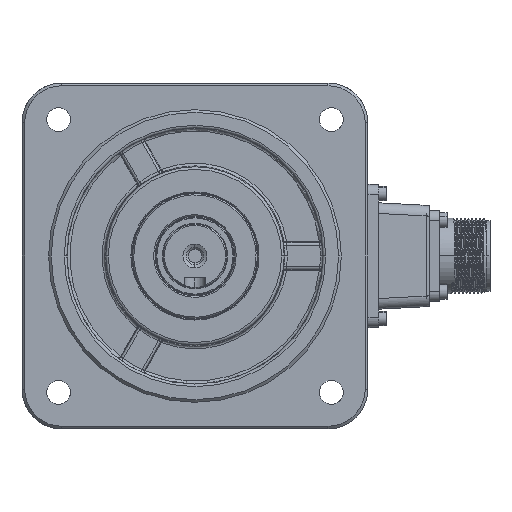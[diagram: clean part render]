
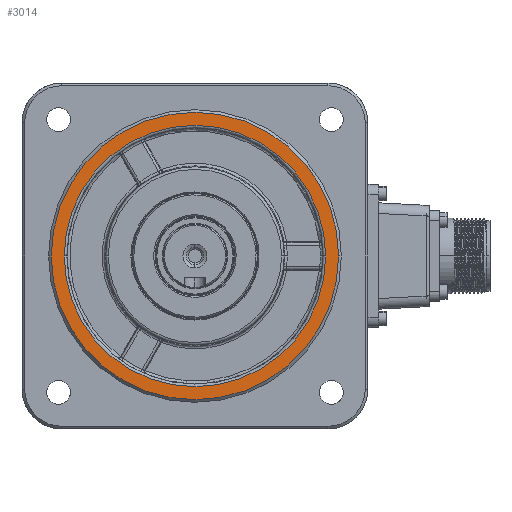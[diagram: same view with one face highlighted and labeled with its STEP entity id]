
A CAD part, left-side view. The second image highlights one B-rep face of the part: STEP entity #3014.
In plain terms, the highlighted planar face has unit normal (-1, 0, 0).
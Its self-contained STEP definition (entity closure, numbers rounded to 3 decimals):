
#446 = CARTESIAN_POINT ( 'NONE',  ( -76., -49.122, 0. ) ) ;
#1273 = DIRECTION ( 'NONE',  ( -1., 0., 0. ) ) ;
#3014 = ADVANCED_FACE ( 'NONE', ( #46712, #36751 ), #24095, .T. ) ;
#3127 = CIRCLE ( 'NONE', #13441, 54. ) ;
#4167 = EDGE_CURVE ( 'NONE', #37315, #35907, #5906, .T. ) ;
#4638 = DIRECTION ( 'NONE',  ( -1., 0., 0. ) ) ;
#4725 = DIRECTION ( 'NONE',  ( 1., 0., 0. ) ) ;
#5391 = DIRECTION ( 'NONE',  ( 0., -1., 0. ) ) ;
#5906 = CIRCLE ( 'NONE', #35765, 49.122 ) ;
#6326 = AXIS2_PLACEMENT_3D ( 'NONE', #35719, #31335, #8853 ) ;
#8092 = DIRECTION ( 'NONE',  ( 0., -1., 0. ) ) ;
#8586 = CARTESIAN_POINT ( 'NONE',  ( -76., 0., 0. ) ) ;
#8853 = DIRECTION ( 'NONE',  ( 0., -1., 0. ) ) ;
#10278 = CARTESIAN_POINT ( 'NONE',  ( -76., 54., 0. ) ) ;
#11456 = ORIENTED_EDGE ( 'NONE', *, *, #4167, .T. ) ;
#12466 = CARTESIAN_POINT ( 'NONE',  ( -76., 0., 0. ) ) ;
#13441 = AXIS2_PLACEMENT_3D ( 'NONE', #8586, #4638, #8092 ) ;
#13901 = AXIS2_PLACEMENT_3D ( 'NONE', #26542, #44710, #48478 ) ;
#14090 = AXIS2_PLACEMENT_3D ( 'NONE', #20322, #1273, #5391 ) ;
#18926 = CIRCLE ( 'NONE', #13901, 54. ) ;
#19611 = CARTESIAN_POINT ( 'NONE',  ( -76., -54., 0. ) ) ;
#20322 = CARTESIAN_POINT ( 'NONE',  ( -76., 0., 0. ) ) ;
#23168 = ORIENTED_EDGE ( 'NONE', *, *, #29557, .T. ) ;
#23819 = EDGE_CURVE ( 'NONE', #25104, #36223, #3127, .T. ) ;
#24095 = PLANE ( 'NONE',  #14090 ) ;
#25104 = VERTEX_POINT ( 'NONE', #19611 ) ;
#25622 = CARTESIAN_POINT ( 'NONE',  ( -76., 49.122, 0. ) ) ;
#26542 = CARTESIAN_POINT ( 'NONE',  ( -76., 0., 0. ) ) ;
#29557 = EDGE_CURVE ( 'NONE', #36223, #25104, #18926, .T. ) ;
#31335 = DIRECTION ( 'NONE',  ( 1., 0., 0. ) ) ;
#31740 = EDGE_LOOP ( 'NONE', ( #47705, #11456 ) ) ;
#35719 = CARTESIAN_POINT ( 'NONE',  ( -76., 0., 0. ) ) ;
#35765 = AXIS2_PLACEMENT_3D ( 'NONE', #12466, #4725, #42558 ) ;
#35907 = VERTEX_POINT ( 'NONE', #446 ) ;
#36223 = VERTEX_POINT ( 'NONE', #10278 ) ;
#36751 = FACE_BOUND ( 'NONE', #31740, .T. ) ;
#37315 = VERTEX_POINT ( 'NONE', #25622 ) ;
#39066 = EDGE_LOOP ( 'NONE', ( #23168, #39227 ) ) ;
#39227 = ORIENTED_EDGE ( 'NONE', *, *, #23819, .T. ) ;
#41065 = EDGE_CURVE ( 'NONE', #35907, #37315, #41717, .T. ) ;
#41717 = CIRCLE ( 'NONE', #6326, 49.122 ) ;
#42558 = DIRECTION ( 'NONE',  ( 0., -1., 0. ) ) ;
#44710 = DIRECTION ( 'NONE',  ( -1., 0., 0. ) ) ;
#46712 = FACE_OUTER_BOUND ( 'NONE', #39066, .T. ) ;
#47705 = ORIENTED_EDGE ( 'NONE', *, *, #41065, .T. ) ;
#48478 = DIRECTION ( 'NONE',  ( 0., -1., 0. ) ) ;
